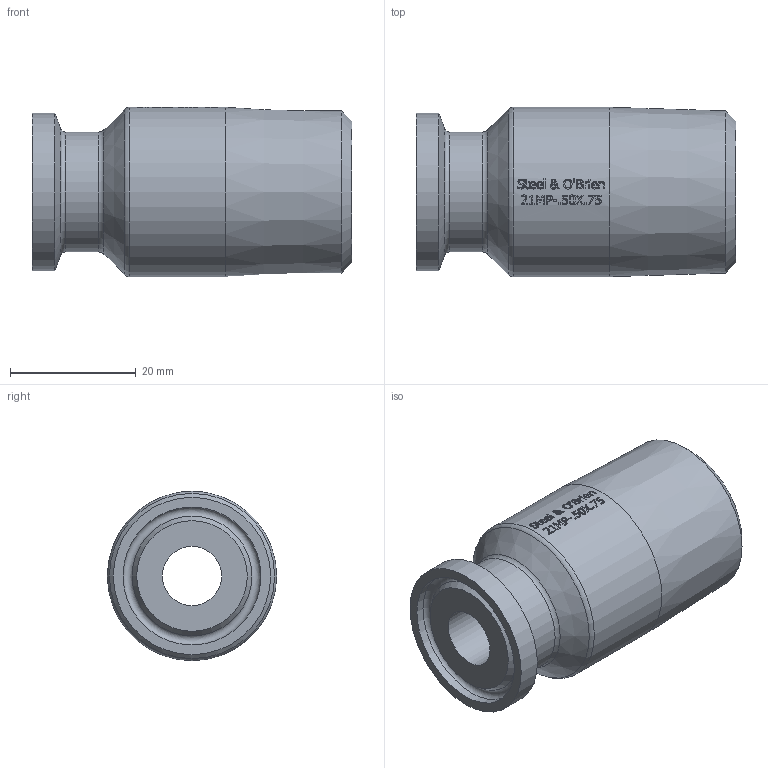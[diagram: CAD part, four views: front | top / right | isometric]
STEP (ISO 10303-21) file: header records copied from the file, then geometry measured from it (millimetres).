
FILE_DESCRIPTION(/* description */ (''),/* implementation_level */ '2;1');
FILE_NAME(/* name */ '21MP-.50X.75.stp',/* time_stamp */ '2019-01-31T08:45:04-05:00',/* author */ ('rick'),/* organization */ (''),/* preprocessor_version */ 'ST-DEVELOPER v15.2',/* originating_system */ 'Autodesk Inventor 2014',/* authorisation */ '');
FILE_SCHEMA (('AUTOMOTIVE_DESIGN { 1 0 10303 214 3 1 1 }'));
Length unit declared in the file: inch
Products named in the file (1): AAV00560
Bounding box: 50.8 x 26.91 x 26.91 mm (x, y, z)
Volume: 15219.3 mm3; surface area: 7437.3 mm2
Topology: 1 solids, 1 shells, 395 faces, 1054 edges, 698 vertices
Faces by surface type: bspline 177, plane 165, cylinder 42, cone 6, torus 5
Full cylindrical faces by diameter (mm): 9.398 x1, 19.05 x1, 19.431 x1, 21.895 x1, 24.994 x1, 26.914 x1
Entity records: 15540 total; most frequent: CARTESIAN_POINT 6724, ORIENTED_EDGE 2074, DIRECTION 1313, EDGE_CURVE 1037, VERTEX_POINT 698, LINE 491, VECTOR 491, EDGE_LOOP 451
